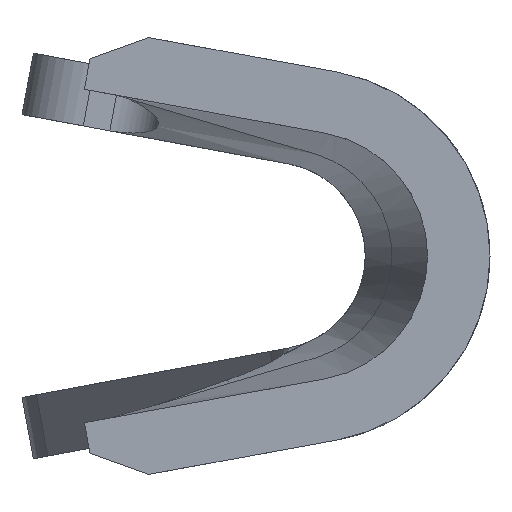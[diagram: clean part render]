
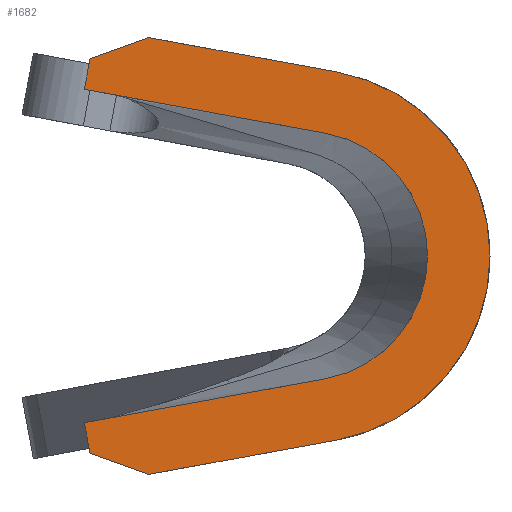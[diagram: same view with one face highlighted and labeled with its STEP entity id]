
A CAD part, left-side view. The second image highlights one B-rep face of the part: STEP entity #1682.
In plain terms, the highlighted planar face has unit normal (-1, 0, 0).
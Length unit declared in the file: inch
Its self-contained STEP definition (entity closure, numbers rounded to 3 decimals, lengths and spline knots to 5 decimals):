
#3 = CARTESIAN_POINT ( 'NONE',  ( 0., 0.0341, 0.03164 ) ) ;
#12 = LINE ( 'NONE', #929, #1609 ) ;
#22 = CARTESIAN_POINT ( 'NONE',  ( 0., 0.035, -0.02672 ) ) ;
#39 = VECTOR ( 'NONE', #1687, 39.37008 ) ;
#46 = LINE ( 'NONE', #1550, #39 ) ;
#70 = FACE_OUTER_BOUND ( 'NONE', #1000, .T. ) ;
#94 = DIRECTION ( 'NONE',  ( -1., 0., 0. ) ) ;
#115 = DIRECTION ( 'NONE',  ( 0., -0.984, 0.18 ) ) ;
#165 = VECTOR ( 'NONE', #115, 39.37008 ) ;
#168 = CARTESIAN_POINT ( 'NONE',  ( 0., 0.035, 0.02672 ) ) ;
#177 = LINE ( 'NONE', #1994, #165 ) ;
#189 = VECTOR ( 'NONE', #1718, 39.37008 ) ;
#198 = VECTOR ( 'NONE', #1440, 39.37008 ) ;
#199 = LINE ( 'NONE', #1277, #198 ) ;
#203 = LINE ( 'NONE', #461, #189 ) ;
#213 = VECTOR ( 'NONE', #349, 39.37008 ) ;
#303 = EDGE_CURVE ( 'NONE', #1908, #1124, #578, .T. ) ;
#305 = CARTESIAN_POINT ( 'NONE',  ( 0., 0.035, -0.02672 ) ) ;
#335 = CIRCLE ( 'NONE', #1634, 0.03 ) ;
#337 = LINE ( 'NONE', #22, #346 ) ;
#346 = VECTOR ( 'NONE', #1064, 39.37008 ) ;
#349 = DIRECTION ( 'NONE',  ( 0., 0.984, 0.18 ) ) ;
#418 = AXIS2_PLACEMENT_3D ( 'NONE', #1121, #94, #1274 ) ;
#446 = CARTESIAN_POINT ( 'NONE',  ( 0., -0.00539, 0.02951 ) ) ;
#461 = CARTESIAN_POINT ( 'NONE',  ( 0., 0.035, 0.02672 ) ) ;
#488 = CARTESIAN_POINT ( 'NONE',  ( 0., -0.00539, 0.02951 ) ) ;
#519 = DIRECTION ( 'NONE',  ( 0., -0.984, -0.18 ) ) ;
#562 = VECTOR ( 'NONE', #519, 39.37008 ) ;
#578 = LINE ( 'NONE', #446, #562 ) ;
#680 = CARTESIAN_POINT ( 'NONE',  ( 0., 0.0341, -0.03164 ) ) ;
#694 = VERTEX_POINT ( 'NONE', #1437 ) ;
#732 = CARTESIAN_POINT ( 'NONE',  ( 0., 0., 0. ) ) ;
#746 = VERTEX_POINT ( 'NONE', #680 ) ;
#767 = ORIENTED_EDGE ( 'NONE', *, *, #1411, .F. ) ;
#787 = VERTEX_POINT ( 'NONE', #168 ) ;
#819 = CARTESIAN_POINT ( 'NONE',  ( 0., -0.00539, -0.02951 ) ) ;
#839 = CARTESIAN_POINT ( 'NONE',  ( 0., 0.02469, -0.035 ) ) ;
#854 = ORIENTED_EDGE ( 'NONE', *, *, #1450, .F. ) ;
#897 = VERTEX_POINT ( 'NONE', #3 ) ;
#905 = DIRECTION ( 'NONE',  ( 0., 0., -1. ) ) ;
#926 = EDGE_CURVE ( 'NONE', #746, #1109, #337, .T. ) ;
#929 = CARTESIAN_POINT ( 'NONE',  ( 0., 0.0341, 0.03164 ) ) ;
#945 = CARTESIAN_POINT ( 'NONE',  ( 0., 0., 0. ) ) ;
#993 = ORIENTED_EDGE ( 'NONE', *, *, #1403, .F. ) ;
#1000 = EDGE_LOOP ( 'NONE', ( #1276, #993, #1958, #1377, #1050, #767, #1500, #1106, #854, #1613 ) ) ;
#1031 = CARTESIAN_POINT ( 'NONE',  ( 0., -0.00359, 0.01968 ) ) ;
#1035 = EDGE_CURVE ( 'NONE', #1124, #1465, #335, .T. ) ;
#1050 = ORIENTED_EDGE ( 'NONE', *, *, #1759, .F. ) ;
#1064 = DIRECTION ( 'NONE',  ( 0., 0.18, 0.984 ) ) ;
#1088 = DIRECTION ( 'NONE',  ( 0., -0.942, 0.336 ) ) ;
#1104 = DIRECTION ( 'NONE',  ( 0., 0., -1. ) ) ;
#1106 = ORIENTED_EDGE ( 'NONE', *, *, #1820, .F. ) ;
#1109 = VERTEX_POINT ( 'NONE', #305 ) ;
#1121 = CARTESIAN_POINT ( 'NONE',  ( 0., 0., 0. ) ) ;
#1124 = VERTEX_POINT ( 'NONE', #488 ) ;
#1148 = VERTEX_POINT ( 'NONE', #839 ) ;
#1182 = CARTESIAN_POINT ( 'NONE',  ( 0., -0.00359, 0.01968 ) ) ;
#1274 = DIRECTION ( 'NONE',  ( 0., 0., -1. ) ) ;
#1276 = ORIENTED_EDGE ( 'NONE', *, *, #1710, .T. ) ;
#1277 = CARTESIAN_POINT ( 'NONE',  ( 0., -0.00539, -0.02951 ) ) ;
#1318 = VERTEX_POINT ( 'NONE', #1182 ) ;
#1377 = ORIENTED_EDGE ( 'NONE', *, *, #303, .F. ) ;
#1403 = EDGE_CURVE ( 'NONE', #1465, #1148, #199, .T. ) ;
#1409 = CIRCLE ( 'NONE', #418, 0.02 ) ;
#1411 = EDGE_CURVE ( 'NONE', #787, #897, #203, .T. ) ;
#1437 = CARTESIAN_POINT ( 'NONE',  ( 0., -0.00359, -0.01968 ) ) ;
#1440 = DIRECTION ( 'NONE',  ( 0., 0.984, -0.18 ) ) ;
#1441 = AXIS2_PLACEMENT_3D ( 'NONE', #732, #1777, #905 ) ;
#1450 = EDGE_CURVE ( 'NONE', #1109, #694, #177, .T. ) ;
#1465 = VERTEX_POINT ( 'NONE', #819 ) ;
#1500 = ORIENTED_EDGE ( 'NONE', *, *, #1963, .F. ) ;
#1530 = PLANE ( 'NONE',  #1441 ) ;
#1550 = CARTESIAN_POINT ( 'NONE',  ( 0., 0.0341, -0.03164 ) ) ;
#1609 = VECTOR ( 'NONE', #1088, 39.37008 ) ;
#1613 = ORIENTED_EDGE ( 'NONE', *, *, #926, .F. ) ;
#1631 = CARTESIAN_POINT ( 'NONE',  ( 0., 0.02469, 0.035 ) ) ;
#1634 = AXIS2_PLACEMENT_3D ( 'NONE', #945, #1953, #1104 ) ;
#1682 = ADVANCED_FACE ( 'NONE', ( #70 ), #1530, .F. ) ;
#1687 = DIRECTION ( 'NONE',  ( 0., -0.942, -0.336 ) ) ;
#1710 = EDGE_CURVE ( 'NONE', #746, #1148, #46, .T. ) ;
#1718 = DIRECTION ( 'NONE',  ( 0., -0.18, 0.984 ) ) ;
#1759 = EDGE_CURVE ( 'NONE', #897, #1908, #12, .T. ) ;
#1777 = DIRECTION ( 'NONE',  ( 1., 0., 0. ) ) ;
#1820 = EDGE_CURVE ( 'NONE', #694, #1318, #1409, .T. ) ;
#1863 = LINE ( 'NONE', #1031, #213 ) ;
#1908 = VERTEX_POINT ( 'NONE', #1631 ) ;
#1953 = DIRECTION ( 'NONE',  ( 1., 0., 0. ) ) ;
#1958 = ORIENTED_EDGE ( 'NONE', *, *, #1035, .F. ) ;
#1963 = EDGE_CURVE ( 'NONE', #1318, #787, #1863, .T. ) ;
#1994 = CARTESIAN_POINT ( 'NONE',  ( 0., -0.00359, -0.01968 ) ) ;
